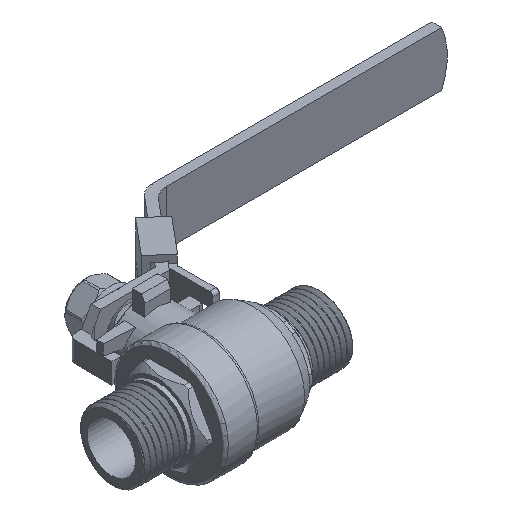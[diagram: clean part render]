
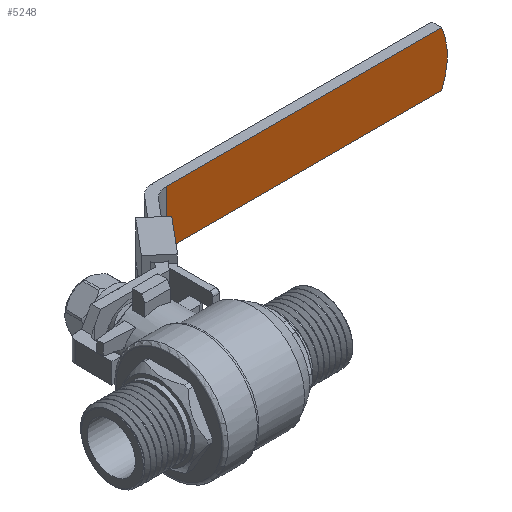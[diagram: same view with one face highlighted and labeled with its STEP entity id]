
A CAD part, isometric view. The second image highlights one B-rep face of the part: STEP entity #5248.
In plain terms, the highlighted planar face has unit normal (0, -1, 0).
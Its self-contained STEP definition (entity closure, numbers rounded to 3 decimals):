
#613=CIRCLE('',#5513,21.);
#1876=ORIENTED_EDGE('',*,*,#2948,.T.);
#1877=ORIENTED_EDGE('',*,*,#2901,.T.);
#1878=ORIENTED_EDGE('',*,*,#2951,.F.);
#1879=ORIENTED_EDGE('',*,*,#2937,.T.);
#2901=EDGE_CURVE('',#3564,#3567,#613,.T.);
#2937=EDGE_CURVE('',#3592,#3591,#3927,.T.);
#2948=EDGE_CURVE('',#3591,#3564,#3936,.T.);
#2951=EDGE_CURVE('',#3592,#3567,#3939,.T.);
#3564=VERTEX_POINT('',#16984);
#3567=VERTEX_POINT('',#16989);
#3591=VERTEX_POINT('',#17065);
#3592=VERTEX_POINT('',#17067);
#3927=LINE('',#17066,#4234);
#3936=LINE('',#17085,#4243);
#3939=LINE('',#17090,#4246);
#4234=VECTOR('',#6245,1000.);
#4243=VECTOR('',#6272,1000.);
#4246=VECTOR('',#6279,1000.);
#4548=EDGE_LOOP('',(#1876,#1877,#1878,#1879));
#4848=FACE_BOUND('',#4548,.T.);
#5019=PLANE('',#5544);
#5248=ADVANCED_FACE('',(#4848),#5019,.F.);
#5513=AXIS2_PLACEMENT_3D('',#16990,#6180,#6181);
#5544=AXIS2_PLACEMENT_3D('',#17089,#6277,#6278);
#6180=DIRECTION('',(0.,-1.,0.));
#6181=DIRECTION('',(0.,0.,1.));
#6245=DIRECTION('',(0.,0.,-1.));
#6272=DIRECTION('',(1.,0.,0.));
#6277=DIRECTION('',(0.,1.,0.));
#6278=DIRECTION('',(0.,0.,1.));
#6279=DIRECTION('',(1.,0.,0.));
#16984=CARTESIAN_POINT('',(121.203,53.5,-8.5));
#16989=CARTESIAN_POINT('',(121.203,53.5,8.5));
#16990=CARTESIAN_POINT('',(102.,53.5,0.));
#17065=CARTESIAN_POINT('',(35.396,53.5,-8.5));
#17066=CARTESIAN_POINT('',(35.396,53.5,8.5));
#17067=CARTESIAN_POINT('',(35.396,53.5,8.5));
#17085=CARTESIAN_POINT('',(35.396,53.5,-8.5));
#17089=CARTESIAN_POINT('',(35.396,53.5,8.5));
#17090=CARTESIAN_POINT('',(35.396,53.5,8.5));
